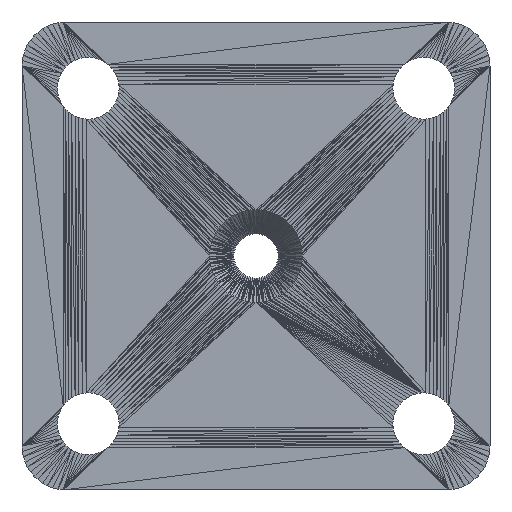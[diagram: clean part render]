
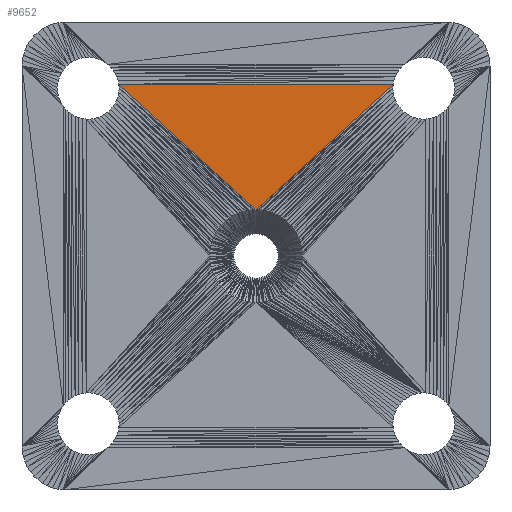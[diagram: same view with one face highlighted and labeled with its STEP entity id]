
A CAD part, front view. The second image highlights one B-rep face of the part: STEP entity #9652.
In plain terms, the highlighted planar face has unit normal (0, -1, 0).
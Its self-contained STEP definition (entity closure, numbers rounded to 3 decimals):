
#9626 = EDGE_CURVE('',#9627,#9629,#9631,.T.);
#9627 = VERTEX_POINT('',#9628);
#9628 = CARTESIAN_POINT('',(0.,-2.505,2.63));
#9629 = VERTEX_POINT('',#9630);
#9630 = CARTESIAN_POINT('',(-7.764,-2.505,
    9.719));
#9631 = LINE('',#9632,#9633);
#9632 = CARTESIAN_POINT('',(0.,-2.505,2.63));
#9633 = VECTOR('',#9634,1.);
#9634 = DIRECTION('',(-0.738,0.,0.674));
#9652 = ADVANCED_FACE('',(#9653),#9670,.T.);
#9653 = FACE_BOUND('',#9654,.T.);
#9654 = EDGE_LOOP('',(#9655,#9656,#9664));
#9655 = ORIENTED_EDGE('',*,*,#9626,.F.);
#9656 = ORIENTED_EDGE('',*,*,#9657,.T.);
#9657 = EDGE_CURVE('',#9627,#9658,#9660,.T.);
#9658 = VERTEX_POINT('',#9659);
#9659 = CARTESIAN_POINT('',(7.764,-2.505,
    9.719));
#9660 = LINE('',#9661,#9662);
#9661 = CARTESIAN_POINT('',(0.,-2.505,2.63));
#9662 = VECTOR('',#9663,1.);
#9663 = DIRECTION('',(0.738,0.,0.674));
#9664 = ORIENTED_EDGE('',*,*,#9665,.F.);
#9665 = EDGE_CURVE('',#9629,#9658,#9666,.T.);
#9666 = LINE('',#9667,#9668);
#9667 = CARTESIAN_POINT('',(-7.764,-2.505,
    9.719));
#9668 = VECTOR('',#9669,1.);
#9669 = DIRECTION('',(1.,0.,0.));
#9670 = PLANE('',#9671);
#9671 = AXIS2_PLACEMENT_3D('',#9672,#9673,#9674);
#9672 = CARTESIAN_POINT('',(0.,-2.505,7.68));
#9673 = DIRECTION('',(-0.,-1.,0.));
#9674 = DIRECTION('',(0.,0.,-1.));
